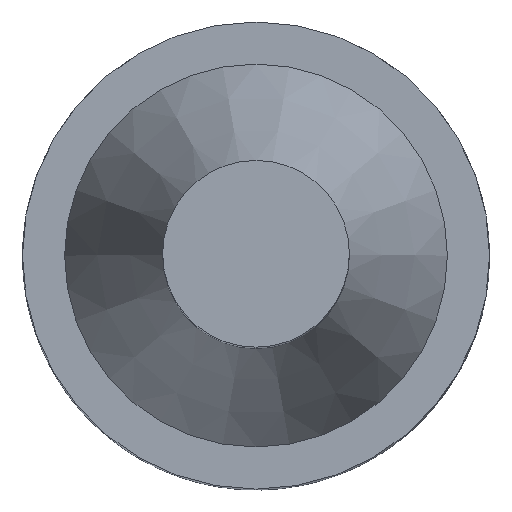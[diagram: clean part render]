
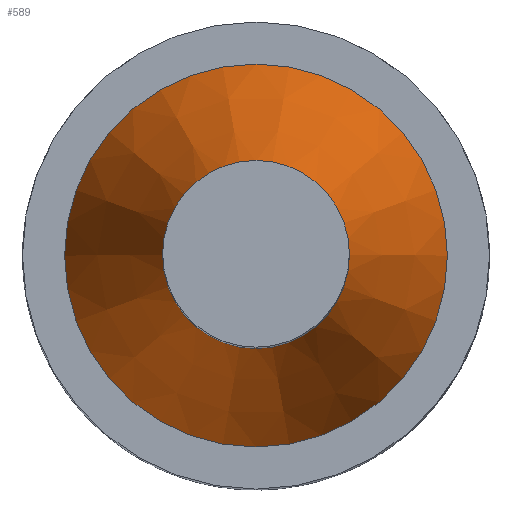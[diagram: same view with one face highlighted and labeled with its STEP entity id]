
A CAD part, top view. The second image highlights one B-rep face of the part: STEP entity #589.
In plain terms, the highlighted conical face has half-angle 19.904 degrees and reference radius 5 mm.
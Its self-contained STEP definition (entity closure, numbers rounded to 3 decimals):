
#40=FACE_BOUND($,#223,.T.);
#47=CONICAL_SURFACE($,#666,5.,19.904);
#81=CIRCLE($,#664,5.);
#82=CIRCLE($,#667,10.25);
#154=FACE_OUTER_BOUND($,#222,.T.);
#222=EDGE_LOOP($,(#477));
#223=EDGE_LOOP($,(#478));
#298=VERTEX_POINT($,#3216);
#299=VERTEX_POINT($,#3220);
#359=EDGE_CURVE($,#298,#298,#81,.T.);
#360=EDGE_CURVE($,#299,#299,#82,.T.);
#477=ORIENTED_EDGE($,*,*,#359,.T.);
#478=ORIENTED_EDGE($,*,*,#360,.F.);
#589=ADVANCED_FACE($,(#154,#40),#47,.T.);
#664=AXIS2_PLACEMENT_3D($,#3217,#822,#823);
#666=AXIS2_PLACEMENT_3D($,#3219,#826,#827);
#667=AXIS2_PLACEMENT_3D($,#3221,#828,#829);
#822=DIRECTION('center_axis',(0.,0.,-1.));
#823=DIRECTION('ref_axis',(-1.,0.,0.));
#826=DIRECTION('center_axis',(0.,0.,-1.));
#827=DIRECTION('ref_axis',(1.,0.,0.));
#828=DIRECTION('center_axis',(0.,0.,-1.));
#829=DIRECTION('ref_axis',(1.,0.,0.));
#3216=CARTESIAN_POINT('',(-5.,0.,45.5));
#3217=CARTESIAN_POINT('Origin',(0.,0.,45.5));
#3219=CARTESIAN_POINT('Origin',(0.,0.,45.5));
#3220=CARTESIAN_POINT('',(-10.25,0.,31.));
#3221=CARTESIAN_POINT('Origin',(0.,0.,31.));
